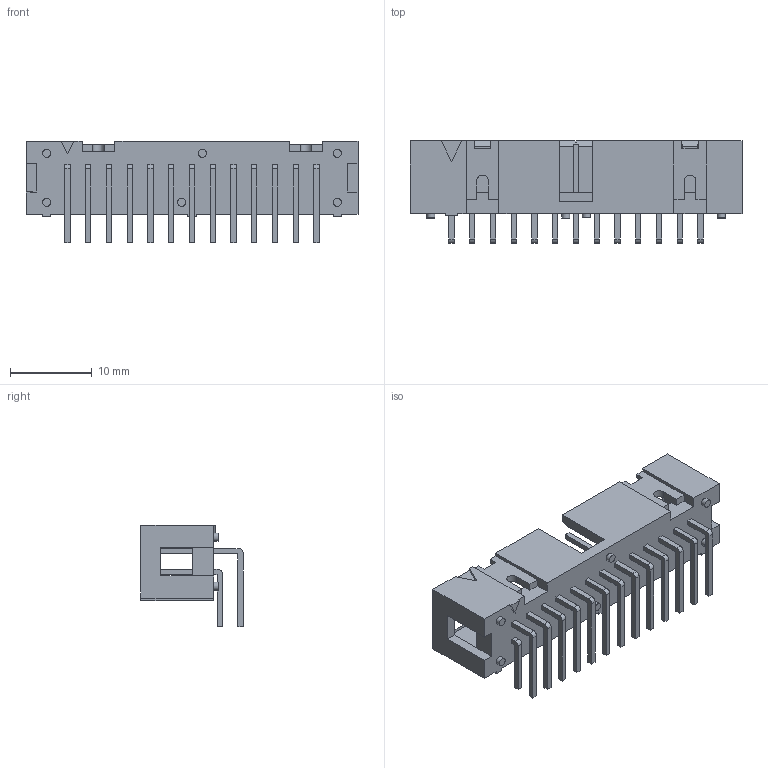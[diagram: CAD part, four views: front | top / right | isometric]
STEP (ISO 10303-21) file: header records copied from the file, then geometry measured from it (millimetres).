
FILE_DESCRIPTION((' '),'2;1');
FILE_NAME( '09185266323.stp', '2022-09-02T09:18:51', (' '), ('--- Datakit www.datakit.com---'), ' Datakit CrossCadWare V2022.3 Jun 15 2022', 'DATAKIT 2022 (c)', ' ');
FILE_SCHEMA(('AP242_MANAGED_MODEL_BASED_3D_ENGINEERING_MIM_LF { 1 0 10303 442 1 1 4 }'));
Length unit declared in the file: millimetre
Products named in the file (1): 09185266323
Bounding box: 40.64 x 12.52 x 12.4 mm (x, y, z)
Volume: 1710.4 mm3; surface area: 3187.9 mm2
Topology: 1 solids, 1 shells, 531 faces, 1321 edges, 842 vertices
Faces by surface type: plane 497, cylinder 34
Full cylindrical faces by diameter (mm): 1 x6
Entity records: 15921 total; most frequent: CARTESIAN_POINT 2689, ORIENTED_EDGE 2630, DIRECTION 2447, EDGE_CURVE 1315, VECTOR 1247, LINE 1247, VERTEX_POINT 842, AXIS2_PLACEMENT_3D 600
